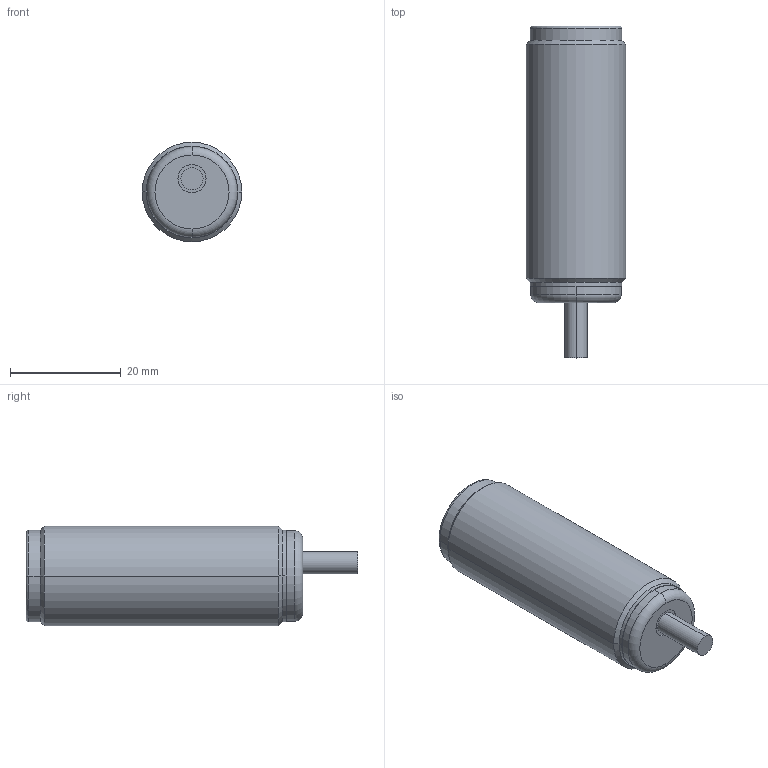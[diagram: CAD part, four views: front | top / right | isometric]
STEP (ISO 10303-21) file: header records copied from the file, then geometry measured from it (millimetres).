
FILE_DESCRIPTION((''),'2;1');
FILE_NAME('DM_CAD-3137','2017-07-14T',('creinig-se'),(''),'PRO/ENGINEER BY PARAMETRIC TECHNOLOGY CORPORATION, 2015440','PRO/ENGINEER BY PARAMETRIC TECHNOLOGY CORPORATION, 2015440','');
FILE_SCHEMA(('CONFIG_CONTROL_DESIGN'));
Length unit declared in the file: millimetre
Products named in the file (1): DM_CAD-3137
Bounding box: 18 x 60 x 18 mm (x, y, z)
Volume: 12540.5 mm3; surface area: 3342.3 mm2
Topology: 1 solids, 1 shells, 25 faces, 101 edges, 86 vertices
Faces by surface type: cylinder 12, plane 5, cone 4, torus 4
Entity records: 1511 total; most frequent: DIRECTION 201, CARTESIAN_POINT 155, PRESENTATION_STYLE_ASSIGNMENT 118, STYLED_ITEM 115, CURVE_STYLE 108, ORIENTED_EDGE 96, AXIS2_PLACEMENT_3D 74, COLOUR_RGB 70
